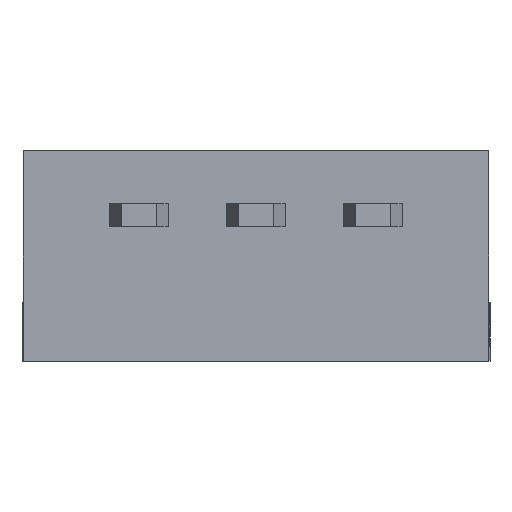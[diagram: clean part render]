
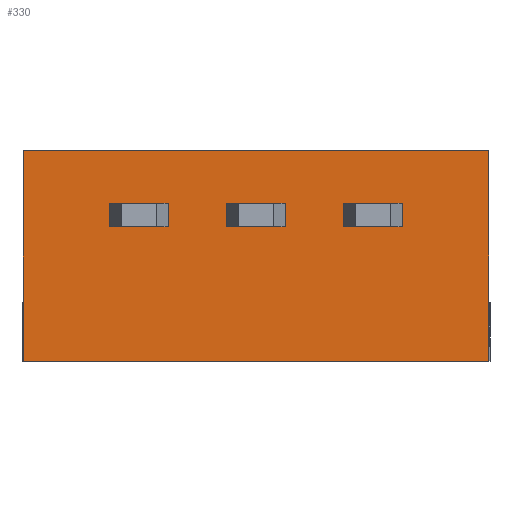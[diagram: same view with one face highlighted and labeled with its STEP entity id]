
A CAD part, front view. The second image highlights one B-rep face of the part: STEP entity #330.
In plain terms, the highlighted planar face has unit normal (0, -1, 0).
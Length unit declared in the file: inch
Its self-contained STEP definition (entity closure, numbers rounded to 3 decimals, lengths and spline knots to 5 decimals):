
#166 = EDGE_CURVE ( 'NONE', #167, #168, #891, .T. ) ;
#167 = VERTEX_POINT ( 'NONE', #887 ) ;
#168 = VERTEX_POINT ( 'NONE', #886 ) ;
#169 = ORIENTED_EDGE ( 'NONE', *, *, #170, .T. ) ;
#170 = EDGE_CURVE ( 'NONE', #168, #171, #885, .T. ) ;
#171 = VERTEX_POINT ( 'NONE', #881 ) ;
#172 = ORIENTED_EDGE ( 'NONE', *, *, #173, .F. ) ;
#173 = EDGE_CURVE ( 'NONE', #174, #171, #874, .T. ) ;
#174 = VERTEX_POINT ( 'NONE', #870 ) ;
#175 = EDGE_CURVE ( 'NONE', #294, #453, #869, .T. ) ;
#176 = ORIENTED_EDGE ( 'NONE', *, *, #177, .F. ) ;
#177 = EDGE_CURVE ( 'NONE', #178, #179, #865, .T. ) ;
#178 = VERTEX_POINT ( 'NONE', #861 ) ;
#179 = VERTEX_POINT ( 'NONE', #860 ) ;
#180 = ORIENTED_EDGE ( 'NONE', *, *, #181, .F. ) ;
#181 = EDGE_CURVE ( 'NONE', #182, #178, #859, .T. ) ;
#182 = VERTEX_POINT ( 'NONE', #855 ) ;
#183 = ORIENTED_EDGE ( 'NONE', *, *, #184, .F. ) ;
#184 = EDGE_CURVE ( 'NONE', #185, #182, #854, .T. ) ;
#185 = VERTEX_POINT ( 'NONE', #850 ) ;
#186 = ORIENTED_EDGE ( 'NONE', *, *, #187, .F. ) ;
#187 = EDGE_CURVE ( 'NONE', #179, #185, #849, .T. ) ;
#188 = EDGE_LOOP ( 'NONE', ( #377, #381, #429, #432 ) ) ;
#291 = EDGE_LOOP ( 'NONE', ( #292, #296, #451, #454 ) ) ;
#292 = ORIENTED_EDGE ( 'NONE', *, *, #293, .T. ) ;
#293 = EDGE_CURVE ( 'NONE', #294, #295, #1087, .T. ) ;
#294 = VERTEX_POINT ( 'NONE', #1083 ) ;
#295 = VERTEX_POINT ( 'NONE', #1082 ) ;
#296 = ORIENTED_EDGE ( 'NONE', *, *, #297, .T. ) ;
#297 = EDGE_CURVE ( 'NONE', #295, #450, #1081, .T. ) ;
#323 = EDGE_LOOP ( 'NONE', ( #176, #180, #183, #186 ) ) ;
#326 = EDGE_LOOP ( 'NONE', ( #327, #169, #172, #408 ) ) ;
#327 = ORIENTED_EDGE ( 'NONE', *, *, #166, .T. ) ;
#330 = ADVANCED_FACE ( 'NONE', ( #1402, #1401, #1400, #1399 ), #1350, .F. ) ;
#377 = ORIENTED_EDGE ( 'NONE', *, *, #378, .T. ) ;
#378 = EDGE_CURVE ( 'NONE', #379, #380, #1312, .T. ) ;
#379 = VERTEX_POINT ( 'NONE', #1217 ) ;
#380 = VERTEX_POINT ( 'NONE', #1216 ) ;
#381 = ORIENTED_EDGE ( 'NONE', *, *, #427, .T. ) ;
#408 = ORIENTED_EDGE ( 'NONE', *, *, #409, .F. ) ;
#409 = EDGE_CURVE ( 'NONE', #167, #174, #1383, .T. ) ;
#427 = EDGE_CURVE ( 'NONE', #380, #428, #1598, .T. ) ;
#428 = VERTEX_POINT ( 'NONE', #1594 ) ;
#429 = ORIENTED_EDGE ( 'NONE', *, *, #430, .F. ) ;
#430 = EDGE_CURVE ( 'NONE', #431, #428, #1524, .T. ) ;
#431 = VERTEX_POINT ( 'NONE', #1520 ) ;
#432 = ORIENTED_EDGE ( 'NONE', *, *, #433, .F. ) ;
#433 = EDGE_CURVE ( 'NONE', #379, #431, #1519, .T. ) ;
#450 = VERTEX_POINT ( 'NONE', #1495 ) ;
#451 = ORIENTED_EDGE ( 'NONE', *, *, #452, .F. ) ;
#452 = EDGE_CURVE ( 'NONE', #453, #450, #1494, .T. ) ;
#453 = VERTEX_POINT ( 'NONE', #1490 ) ;
#454 = ORIENTED_EDGE ( 'NONE', *, *, #175, .F. ) ;
#846 = DIRECTION ( 'NONE',  ( -1., 0., 0. ) ) ;
#847 = VECTOR ( 'NONE', #846, 39.37008 ) ;
#848 = CARTESIAN_POINT ( 'NONE',  ( -0.1, 0.15, -0.125 ) ) ;
#849 = LINE ( 'NONE', #848, #847 ) ;
#850 = CARTESIAN_POINT ( 'NONE',  ( -0.099, 0.15, -0.125 ) ) ;
#851 = DIRECTION ( 'NONE',  ( 0., 0., 1. ) ) ;
#852 = VECTOR ( 'NONE', #851, 39.37008 ) ;
#853 = CARTESIAN_POINT ( 'NONE',  ( -0.099, 0.15, -0.125 ) ) ;
#854 = LINE ( 'NONE', #853, #852 ) ;
#855 = CARTESIAN_POINT ( 'NONE',  ( -0.099, 0.15, 0.055 ) ) ;
#856 = DIRECTION ( 'NONE',  ( 1., 0., 0. ) ) ;
#857 = VECTOR ( 'NONE', #856, 39.37008 ) ;
#858 = CARTESIAN_POINT ( 'NONE',  ( -0.1, 0.15, 0.055 ) ) ;
#859 = LINE ( 'NONE', #858, #857 ) ;
#860 = CARTESIAN_POINT ( 'NONE',  ( 0.299, 0.15, -0.125 ) ) ;
#861 = CARTESIAN_POINT ( 'NONE',  ( 0.299, 0.15, 0.055 ) ) ;
#862 = DIRECTION ( 'NONE',  ( 0., 0., -1. ) ) ;
#863 = VECTOR ( 'NONE', #862, 39.37008 ) ;
#864 = CARTESIAN_POINT ( 'NONE',  ( 0.299, 0.15, 0.055 ) ) ;
#865 = LINE ( 'NONE', #864, #863 ) ;
#866 = DIRECTION ( 'NONE',  ( 0., 0., -1. ) ) ;
#867 = VECTOR ( 'NONE', #866, 39.37008 ) ;
#868 = CARTESIAN_POINT ( 'NONE',  ( 0.075, 0.15, 0.01 ) ) ;
#869 = LINE ( 'NONE', #868, #867 ) ;
#870 = CARTESIAN_POINT ( 'NONE',  ( 0.175, 0.15, -0.01 ) ) ;
#871 = DIRECTION ( 'NONE',  ( 1., 0., 0. ) ) ;
#872 = VECTOR ( 'NONE', #871, 39.37008 ) ;
#873 = CARTESIAN_POINT ( 'NONE',  ( 0.175, 0.15, -0.01 ) ) ;
#874 = LINE ( 'NONE', #873, #872 ) ;
#881 = CARTESIAN_POINT ( 'NONE',  ( 0.225, 0.15, -0.01 ) ) ;
#882 = DIRECTION ( 'NONE',  ( 0., 0., -1. ) ) ;
#883 = VECTOR ( 'NONE', #882, 39.37008 ) ;
#884 = CARTESIAN_POINT ( 'NONE',  ( 0.225, 0.15, 0.01 ) ) ;
#885 = LINE ( 'NONE', #884, #883 ) ;
#886 = CARTESIAN_POINT ( 'NONE',  ( 0.225, 0.15, 0.01 ) ) ;
#887 = CARTESIAN_POINT ( 'NONE',  ( 0.175, 0.15, 0.01 ) ) ;
#888 = DIRECTION ( 'NONE',  ( 1., 0., 0. ) ) ;
#889 = VECTOR ( 'NONE', #888, 39.37008 ) ;
#890 = CARTESIAN_POINT ( 'NONE',  ( 0.175, 0.15, 0.01 ) ) ;
#891 = LINE ( 'NONE', #890, #889 ) ;
#1078 = DIRECTION ( 'NONE',  ( 0., 0., -1. ) ) ;
#1079 = VECTOR ( 'NONE', #1078, 39.37008 ) ;
#1080 = CARTESIAN_POINT ( 'NONE',  ( 0.125, 0.15, 0.01 ) ) ;
#1081 = LINE ( 'NONE', #1080, #1079 ) ;
#1082 = CARTESIAN_POINT ( 'NONE',  ( 0.125, 0.15, 0.01 ) ) ;
#1083 = CARTESIAN_POINT ( 'NONE',  ( 0.075, 0.15, 0.01 ) ) ;
#1084 = DIRECTION ( 'NONE',  ( 1., 0., 0. ) ) ;
#1085 = VECTOR ( 'NONE', #1084, 39.37008 ) ;
#1086 = CARTESIAN_POINT ( 'NONE',  ( 0.075, 0.15, 0.01 ) ) ;
#1087 = LINE ( 'NONE', #1086, #1085 ) ;
#1216 = CARTESIAN_POINT ( 'NONE',  ( 0.025, 0.15, 0.01 ) ) ;
#1217 = CARTESIAN_POINT ( 'NONE',  ( -0.025, 0.15, 0.01 ) ) ;
#1309 = DIRECTION ( 'NONE',  ( 1., 0., 0. ) ) ;
#1310 = VECTOR ( 'NONE', #1309, 39.37008 ) ;
#1311 = CARTESIAN_POINT ( 'NONE',  ( -0.025, 0.15, 0.01 ) ) ;
#1312 = LINE ( 'NONE', #1311, #1310 ) ;
#1345 = DIRECTION ( 'NONE',  ( 0., 0., 1. ) ) ;
#1346 = DIRECTION ( 'NONE',  ( 0., 1., 0. ) ) ;
#1347 = CARTESIAN_POINT ( 'NONE',  ( -0.1, 0.15, -0.125 ) ) ;
#1348 = AXIS2_PLACEMENT_3D ( 'NONE', #1347, #1346, #1345 ) ;
#1350 = PLANE ( 'NONE',  #1348 ) ;
#1377 = DIRECTION ( 'NONE',  ( 0., 0., -1. ) ) ;
#1378 = VECTOR ( 'NONE', #1377, 39.37008 ) ;
#1379 = CARTESIAN_POINT ( 'NONE',  ( 0.175, 0.15, 0.01 ) ) ;
#1383 = LINE ( 'NONE', #1379, #1378 ) ;
#1399 = FACE_BOUND ( 'NONE', #326, .T. ) ;
#1400 = FACE_BOUND ( 'NONE', #188, .T. ) ;
#1401 = FACE_OUTER_BOUND ( 'NONE', #323, .T. ) ;
#1402 = FACE_BOUND ( 'NONE', #291, .T. ) ;
#1490 = CARTESIAN_POINT ( 'NONE',  ( 0.075, 0.15, -0.01 ) ) ;
#1491 = DIRECTION ( 'NONE',  ( 1., 0., 0. ) ) ;
#1492 = VECTOR ( 'NONE', #1491, 39.37008 ) ;
#1493 = CARTESIAN_POINT ( 'NONE',  ( 0.075, 0.15, -0.01 ) ) ;
#1494 = LINE ( 'NONE', #1493, #1492 ) ;
#1495 = CARTESIAN_POINT ( 'NONE',  ( 0.125, 0.15, -0.01 ) ) ;
#1516 = DIRECTION ( 'NONE',  ( 0., 0., -1. ) ) ;
#1517 = VECTOR ( 'NONE', #1516, 39.37008 ) ;
#1518 = CARTESIAN_POINT ( 'NONE',  ( -0.025, 0.15, 0.01 ) ) ;
#1519 = LINE ( 'NONE', #1518, #1517 ) ;
#1520 = CARTESIAN_POINT ( 'NONE',  ( -0.025, 0.15, -0.01 ) ) ;
#1521 = DIRECTION ( 'NONE',  ( 1., 0., 0. ) ) ;
#1522 = VECTOR ( 'NONE', #1521, 39.37008 ) ;
#1523 = CARTESIAN_POINT ( 'NONE',  ( -0.025, 0.15, -0.01 ) ) ;
#1524 = LINE ( 'NONE', #1523, #1522 ) ;
#1594 = CARTESIAN_POINT ( 'NONE',  ( 0.025, 0.15, -0.01 ) ) ;
#1595 = DIRECTION ( 'NONE',  ( 0., 0., -1. ) ) ;
#1596 = VECTOR ( 'NONE', #1595, 39.37008 ) ;
#1597 = CARTESIAN_POINT ( 'NONE',  ( 0.025, 0.15, 0.01 ) ) ;
#1598 = LINE ( 'NONE', #1597, #1596 ) ;
